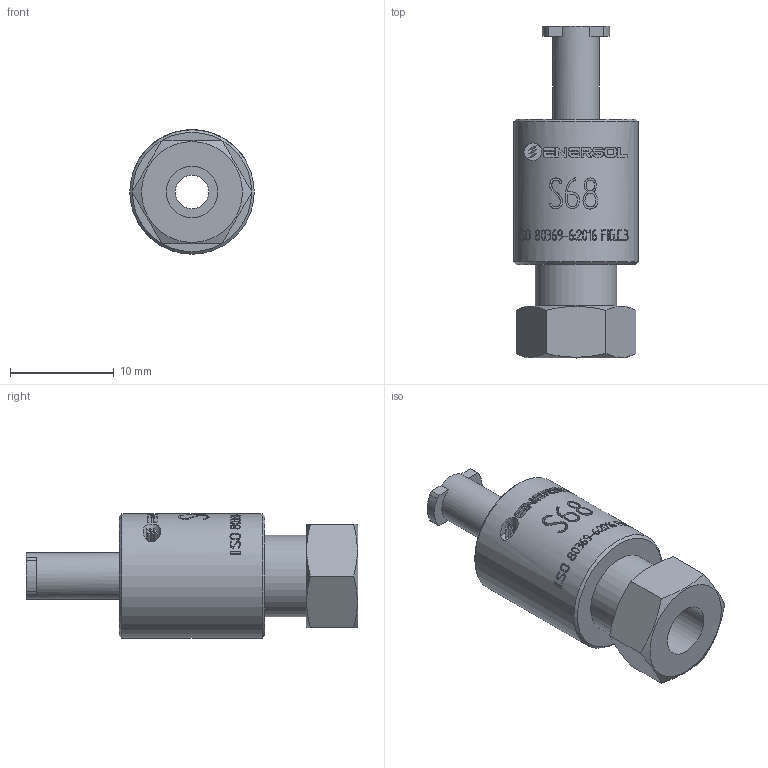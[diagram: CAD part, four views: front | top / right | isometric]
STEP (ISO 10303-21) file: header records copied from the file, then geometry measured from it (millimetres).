
FILE_DESCRIPTION(/* description */ ('Unknown'),/* implementation_level */ '2;1');
FILE_NAME(/* name */ 'Enersol ISO 80369-6-2016 FigC3 (S68)',/* time_stamp */ '2016-09-08T17:04:44+10:00',/* author */ ('Unknown'),/* organization */ ('Unknown'),/* preprocessor_version */ 'ST-DEVELOPER v16.7',/* originating_system */ 'DEX',/* authorisation */ $);
FILE_SCHEMA (('AUTOMOTIVE_DESIGN {1 0 10303 214 3 1 1}'));
Length unit declared in the file: millimetre
Products named in the file (1): Enersol ISO 80369-6-2016 FigC3 (S68)
Bounding box: 12 x 32 x 12 mm (x, y, z)
Volume: 1965.9 mm3; surface area: 1939 mm2
Topology: 1 solids, 1 shells, 329 faces, 810 edges, 540 vertices
Faces by surface type: plane 205, bspline 67, cylinder 53, cone 4
Full cylindrical faces by diameter (mm): 1.705 x1, 3.25 x1, 4.5 x1, 5 x1, 7.9 x1, 12 x1
Entity records: 11712 total; most frequent: CARTESIAN_POINT 4379, ORIENTED_EDGE 1570, DIRECTION 1273, EDGE_CURVE 785, VERTEX_POINT 535, LINE 481, VECTOR 481, EDGE_LOOP 408
